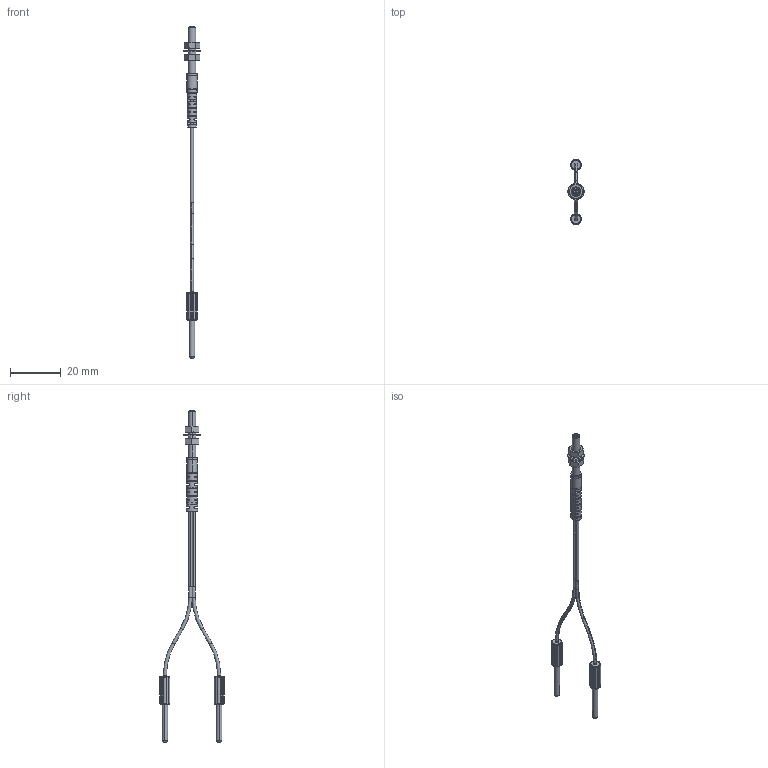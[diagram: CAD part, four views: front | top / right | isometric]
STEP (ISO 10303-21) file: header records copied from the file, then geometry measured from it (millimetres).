
FILE_DESCRIPTION((''),'2;1');
FILE_NAME('178351_ASM','2017-10-24T',('pdmadmin'),('BANNER ENGINEERING'),'CREO PARAMETRIC BY PTC INC, 2016260','CREO PARAMETRIC BY PTC INC, 2016260','');
FILE_SCHEMA(('CONFIG_CONTROL_DESIGN'));
Length unit declared in the file: millimetre
Products named in the file (4): PRD-320-B1; 3_WASHER; M3_NUT; 178351_ASM
Assembly tree (4 placements, depth 2):
  178351_ASM
    PRD-320-B1
    3_WASHER
    M3_NUT  x2
Bounding box: 6.4 x 25.3 x 130.42 mm (x, y, z)
Volume: 1012.5 mm3; surface area: 1899.2 mm2
Topology: 4 solids, 4 shells, 559 faces, 1450 edges, 911 vertices
Faces by surface type: cylinder 263, bspline 122, plane 100, cone 38, torus 36
Entity records: 24836 total; most frequent: CARTESIAN_POINT 12683, ORIENTED_EDGE 2780, DIRECTION 2231, EDGE_CURVE 1390, AXIS2_PLACEMENT_3D 906, VERTEX_POINT 877, EDGE_LOOP 547, FACE_OUTER_BOUND 531
